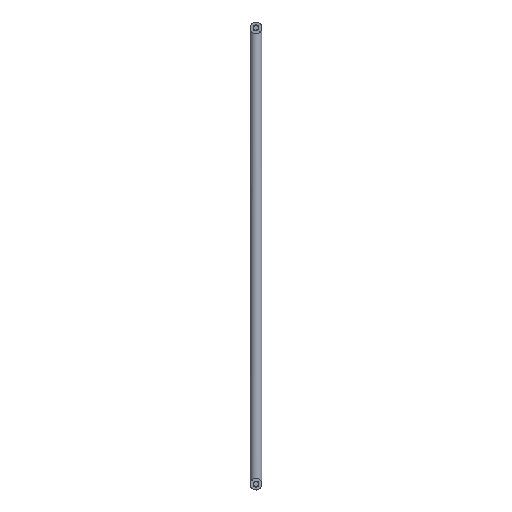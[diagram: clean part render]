
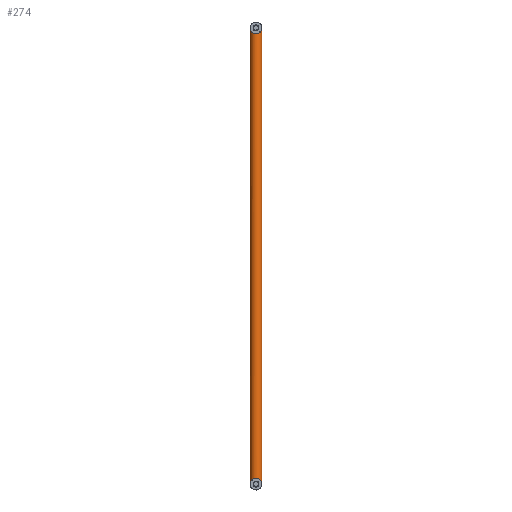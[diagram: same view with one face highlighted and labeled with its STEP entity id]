
A CAD part, front view. The second image highlights one B-rep face of the part: STEP entity #274.
In plain terms, the highlighted cylindrical face has radius 4.095 mm (diameter 8.189 mm), a partial arc.
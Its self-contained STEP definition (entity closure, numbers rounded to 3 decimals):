
#21=ELLIPSE('',#322,5.791,4.095);
#22=ELLIPSE('',#323,5.791,4.095);
#23=ELLIPSE('',#325,5.791,4.095);
#24=ELLIPSE('',#326,5.791,4.095);
#40=LINE('',#626,#55);
#41=LINE('',#631,#56);
#55=VECTOR('',#384,320.);
#56=VECTOR('',#389,320.);
#65=CYLINDRICAL_SURFACE('',#324,4.095);
#75=FACE_OUTER_BOUND('',#92,.T.);
#92=EDGE_LOOP('',(#204,#205,#206,#207,#208,#209));
#120=VERTEX_POINT('',#443);
#121=VERTEX_POINT('',#445);
#125=VERTEX_POINT('',#621);
#126=VERTEX_POINT('',#625);
#127=VERTEX_POINT('',#627);
#128=VERTEX_POINT('',#629);
#149=EDGE_CURVE('',#120,#121,#21,.T.);
#154=EDGE_CURVE('',#125,#120,#22,.T.);
#155=EDGE_CURVE('',#125,#126,#40,.T.);
#156=EDGE_CURVE('',#126,#127,#23,.T.);
#157=EDGE_CURVE('',#127,#128,#24,.T.);
#158=EDGE_CURVE('',#128,#121,#41,.T.);
#204=ORIENTED_EDGE('',*,*,#155,.T.);
#205=ORIENTED_EDGE('',*,*,#156,.T.);
#206=ORIENTED_EDGE('',*,*,#157,.T.);
#207=ORIENTED_EDGE('',*,*,#158,.T.);
#208=ORIENTED_EDGE('',*,*,#149,.F.);
#209=ORIENTED_EDGE('',*,*,#154,.F.);
#274=ADVANCED_FACE('',(#75),#65,.T.);
#322=AXIS2_PLACEMENT_3D('',#446,#376,#377);
#323=AXIS2_PLACEMENT_3D('',#623,#380,#381);
#324=AXIS2_PLACEMENT_3D('',#624,#382,#383);
#325=AXIS2_PLACEMENT_3D('',#628,#385,#386);
#326=AXIS2_PLACEMENT_3D('',#630,#387,#388);
#376=DIRECTION('center_axis',(0.,-0.707,0.707));
#377=DIRECTION('ref_axis',(0.,0.707,0.707));
#380=DIRECTION('center_axis',(0.,-0.707,0.707));
#381=DIRECTION('ref_axis',(0.,0.707,0.707));
#382=DIRECTION('center_axis',(0.,0.,-1.));
#383=DIRECTION('ref_axis',(-1.,0.,0.));
#384=DIRECTION('',(0.,0.,-1.));
#385=DIRECTION('center_axis',(0.,0.707,0.707));
#386=DIRECTION('ref_axis',(0.,0.707,-0.707));
#387=DIRECTION('center_axis',(0.,0.707,0.707));
#388=DIRECTION('ref_axis',(0.,0.707,-0.707));
#389=DIRECTION('',(0.,0.,1.));
#443=CARTESIAN_POINT('',(-2.4,-16.219,156.697));
#445=CARTESIAN_POINT('',(4.095,-12.916,160.));
#446=CARTESIAN_POINT('Origin',(0.,-12.902,160.014));
#621=CARTESIAN_POINT('',(-4.095,-12.916,160.));
#623=CARTESIAN_POINT('Origin',(0.,-12.902,160.014));
#624=CARTESIAN_POINT('Origin',(0.,-12.902,0.));
#625=CARTESIAN_POINT('',(-4.095,-12.916,-160.));
#626=CARTESIAN_POINT('',(-4.095,-12.916,160.));
#627=CARTESIAN_POINT('',(2.4,-16.219,-156.697));
#628=CARTESIAN_POINT('Origin',(0.,-12.902,-160.014));
#629=CARTESIAN_POINT('',(4.095,-12.916,-160.));
#630=CARTESIAN_POINT('Origin',(0.,-12.902,-160.014));
#631=CARTESIAN_POINT('',(4.095,-12.916,-160.));
